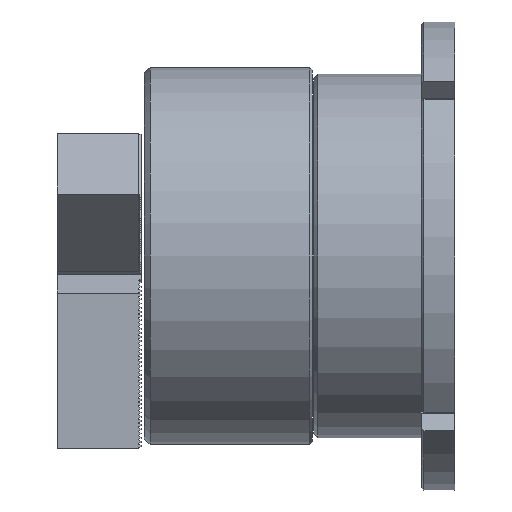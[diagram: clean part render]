
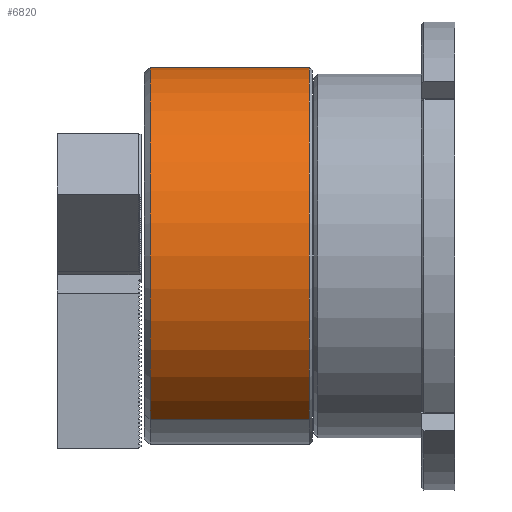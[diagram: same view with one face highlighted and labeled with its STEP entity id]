
A CAD part, left-side view. The second image highlights one B-rep face of the part: STEP entity #6820.
In plain terms, the highlighted cylindrical face has radius 67.5 mm (diameter 135 mm), a partial arc.
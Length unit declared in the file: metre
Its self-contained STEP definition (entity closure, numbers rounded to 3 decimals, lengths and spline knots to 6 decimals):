
#501 = DIRECTION ( 'NONE',  ( 1., 0., 0. ) ) ;
#502 = VECTOR ( 'NONE', #501, 1. ) ;
#507 = CARTESIAN_POINT ( 'NONE',  ( 0., 0., 0.0675 ) ) ;
#508 = LINE ( 'NONE', #507, #502 ) ;
#510 = DIRECTION ( 'NONE',  ( 0., 0., -1. ) ) ;
#513 = CARTESIAN_POINT ( 'NONE',  ( 0., 0., 0. ) ) ;
#516 = DIRECTION ( 'NONE',  ( 1., 0., 0. ) ) ;
#519 = LINE ( 'NONE', #553, #552 ) ;
#526 = FACE_OUTER_BOUND ( 'NONE', #6854, .T. ) ;
#533 = AXIS2_PLACEMENT_3D ( 'NONE', #513, #516, #510 ) ;
#535 = DIRECTION ( 'NONE',  ( 1., 0., 0. ) ) ;
#541 = CYLINDRICAL_SURFACE ( 'NONE', #533, 0.0675 ) ;
#552 = VECTOR ( 'NONE', #535, 1. ) ;
#553 = CARTESIAN_POINT ( 'NONE',  ( 0., 0., -0.0675 ) ) ;
#716 = CARTESIAN_POINT ( 'NONE',  ( -0.002, 0., -0.0675 ) ) ;
#717 = CARTESIAN_POINT ( 'NONE',  ( -0.002, 0., 0. ) ) ;
#718 = CARTESIAN_POINT ( 'NONE',  ( -0.059, 0., 0. ) ) ;
#724 = CIRCLE ( 'NONE', #740, 0.0675 ) ;
#730 = CIRCLE ( 'NONE', #737, 0.0675 ) ;
#737 = AXIS2_PLACEMENT_3D ( 'NONE', #717, #775, #774 ) ;
#740 = AXIS2_PLACEMENT_3D ( 'NONE', #718, #765, #764 ) ;
#764 = DIRECTION ( 'NONE',  ( 0., 0., 1. ) ) ;
#765 = DIRECTION ( 'NONE',  ( 1., 0., 0. ) ) ;
#774 = DIRECTION ( 'NONE',  ( 0., 0., -1. ) ) ;
#775 = DIRECTION ( 'NONE',  ( -1., 0., 0. ) ) ;
#833 = CARTESIAN_POINT ( 'NONE',  ( -0.059, 0., -0.0675 ) ) ;
#834 = CARTESIAN_POINT ( 'NONE',  ( -0.002, 0., 0.0675 ) ) ;
#857 = CARTESIAN_POINT ( 'NONE',  ( -0.059, 0., 0.0675 ) ) ;
#6808 = ORIENTED_EDGE ( 'NONE', *, *, #6810, .F. ) ;
#6810 = EDGE_CURVE ( 'NONE', #6951, #6896, #519, .T. ) ;
#6815 = ORIENTED_EDGE ( 'NONE', *, *, #6898, .T. ) ;
#6820 = ADVANCED_FACE ( 'NONE', ( #526 ), #541, .T. ) ;
#6821 = EDGE_CURVE ( 'NONE', #6952, #6928, #508, .T. ) ;
#6854 = EDGE_LOOP ( 'NONE', ( #6815, #6861, #6857, #6808 ) ) ;
#6857 = ORIENTED_EDGE ( 'NONE', *, *, #6895, .T. ) ;
#6861 = ORIENTED_EDGE ( 'NONE', *, *, #6821, .T. ) ;
#6895 = EDGE_CURVE ( 'NONE', #6928, #6896, #730, .T. ) ;
#6896 = VERTEX_POINT ( 'NONE', #716 ) ;
#6898 = EDGE_CURVE ( 'NONE', #6951, #6952, #724, .T. ) ;
#6928 = VERTEX_POINT ( 'NONE', #834 ) ;
#6951 = VERTEX_POINT ( 'NONE', #833 ) ;
#6952 = VERTEX_POINT ( 'NONE', #857 ) ;
